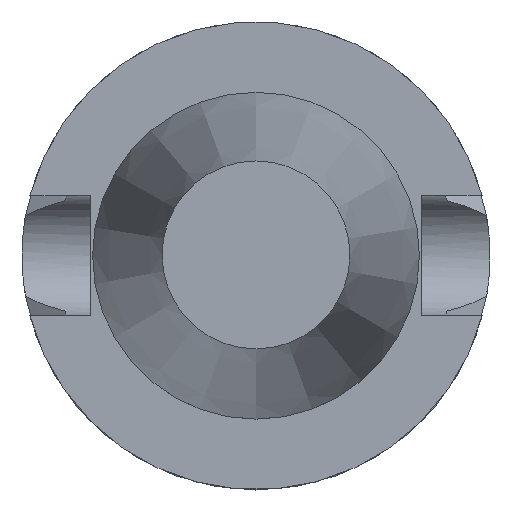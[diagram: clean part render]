
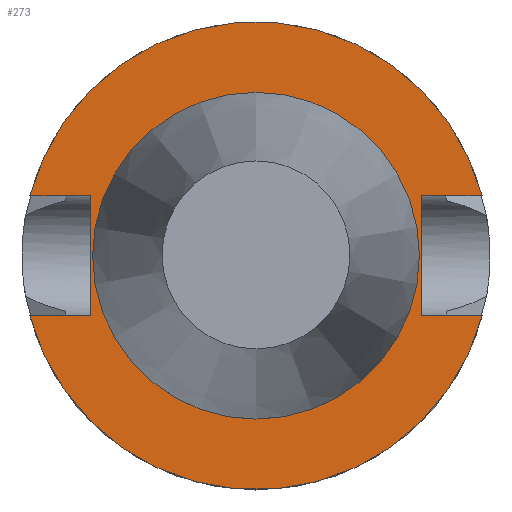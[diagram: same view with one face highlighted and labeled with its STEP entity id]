
A CAD part, top view. The second image highlights one B-rep face of the part: STEP entity #273.
In plain terms, the highlighted planar face has unit normal (0, 0, 1).
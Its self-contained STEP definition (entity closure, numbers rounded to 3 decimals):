
#148=EDGE_CURVE('240[2]',#401,#402,#403,.T.);
#177=EDGE_CURVE('240[2]',#447,#406,#448,.T.);
#203=EDGE_CURVE('240[2]',#402,#458,#488,.T.);
#218=EDGE_CURVE('240[2]',#458,#467,#508,.T.);
#222=EDGE_CURVE('240[2]',#421,#512,#513,.T.);
#250=EDGE_CURVE('240[2]',#549,#549,#550,.T.);
#268=EDGE_CURVE('240[2]',#512,#401,#577,.T.);
#273=ADVANCED_FACE('240[2]',(#582,#583),#584,.T.);
#281=EDGE_CURVE('240[2]',#467,#447,#594,.T.);
#310=EDGE_CURVE('240[2]',#406,#421,#630,.T.);
#401=VERTEX_POINT('',#780);
#402=VERTEX_POINT('',#781);
#403=CIRCLE('',#782,50.0);
#406=VERTEX_POINT('',#786);
#421=VERTEX_POINT('',#817);
#447=VERTEX_POINT('',#854);
#448=CIRCLE('',#855,50.0);
#458=VERTEX_POINT('',#869);
#467=VERTEX_POINT('',#883);
#488=LINE('',#911,#912);
#508=LINE('',#960,#961);
#512=VERTEX_POINT('',#968);
#513=LINE('',#969,#970);
#549=VERTEX_POINT('',#1028);
#550=CIRCLE('',#1029,34.925);
#577=LINE('',#1145,#1146);
#582=FACE_OUTER_BOUND('',#1162,.T.);
#583=FACE_BOUND('',#1163,.T.);
#584=PLANE('',#1164);
#594=LINE('',#1177,#1178);
#630=LINE('',#1293,#1294);
#780=CARTESIAN_POINT('',(48.321,12.85,-1.5));
#781=CARTESIAN_POINT('',(-48.321,12.85,-1.5));
#782=AXIS2_PLACEMENT_3D('',#1432,#1433,#1434);
#786=CARTESIAN_POINT('',(48.321,-12.85,-1.5));
#817=CARTESIAN_POINT('',(35.4,-12.85,-1.5));
#854=CARTESIAN_POINT('',(-48.321,-12.85,-1.5));
#855=AXIS2_PLACEMENT_3D('',#1476,#1477,#1478);
#869=CARTESIAN_POINT('',(-35.4,12.85,-1.5));
#883=CARTESIAN_POINT('',(-35.4,-12.85,-1.5));
#911=CARTESIAN_POINT('',(-17.7,12.85,-1.5));
#912=VECTOR('',#1510,1.0);
#960=CARTESIAN_POINT('',(-35.4,14.806,-1.5));
#961=VECTOR('',#1526,1.0);
#968=CARTESIAN_POINT('',(35.4,12.85,-1.5));
#969=CARTESIAN_POINT('',(35.4,21.231,-1.5));
#970=VECTOR('',#1528,1.0);
#1028=CARTESIAN_POINT('',(0.,34.925,-1.5));
#1029=AXIS2_PLACEMENT_3D('',#1566,#1567,#1568);
#1145=CARTESIAN_POINT('',(17.7,12.85,-1.5));
#1146=VECTOR('',#1601,1.0);
#1162=EDGE_LOOP('',(#1603,#1604,#1605,#1606,#1607,#1608,#1609,#1610));
#1163=EDGE_LOOP('',(#1611));
#1164=AXIS2_PLACEMENT_3D('',#1612,#1613,#1614);
#1177=CARTESIAN_POINT('',(-17.7,-12.85,-1.5));
#1178=VECTOR('',#1633,1.0);
#1293=CARTESIAN_POINT('',(17.7,-12.85,-1.5));
#1294=VECTOR('',#1680,1.0);
#1432=CARTESIAN_POINT('',(0.,0.,-1.5));
#1433=DIRECTION('',(0.,0.,1.0));
#1434=DIRECTION('',(0.,1.0,0.));
#1476=CARTESIAN_POINT('',(0.,0.,-1.5));
#1477=DIRECTION('',(0.,0.,1.0));
#1478=DIRECTION('',(0.,1.0,0.));
#1510=DIRECTION('',(1.0,0.0,0.));
#1526=DIRECTION('',(-0.0,-1.0,0.));
#1528=DIRECTION('',(-0.0,1.0,0.));
#1566=CARTESIAN_POINT('',(0.,0.,-1.5));
#1567=DIRECTION('',(0.,0.,1.0));
#1568=DIRECTION('',(0.,1.0,0.));
#1601=DIRECTION('',(1.0,0.0,0.));
#1603=ORIENTED_EDGE('',*,*,#281,.T.);
#1604=ORIENTED_EDGE('',*,*,#177,.T.);
#1605=ORIENTED_EDGE('',*,*,#310,.T.);
#1606=ORIENTED_EDGE('',*,*,#222,.T.);
#1607=ORIENTED_EDGE('',*,*,#268,.T.);
#1608=ORIENTED_EDGE('',*,*,#148,.T.);
#1609=ORIENTED_EDGE('',*,*,#203,.T.);
#1610=ORIENTED_EDGE('',*,*,#218,.T.);
#1611=ORIENTED_EDGE('',*,*,#250,.F.);
#1612=CARTESIAN_POINT('',(0.,42.463,-1.5));
#1613=DIRECTION('',(0.,0.,1.0));
#1614=DIRECTION('',(1.0,0.,0.0));
#1633=DIRECTION('',(-1.0,0.0,0.));
#1680=DIRECTION('',(-1.0,0.0,0.));
